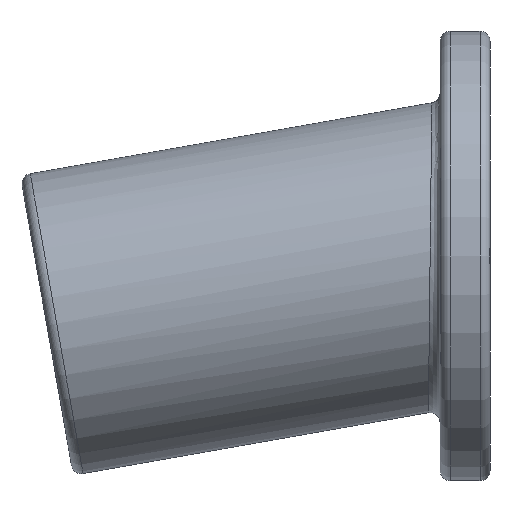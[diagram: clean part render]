
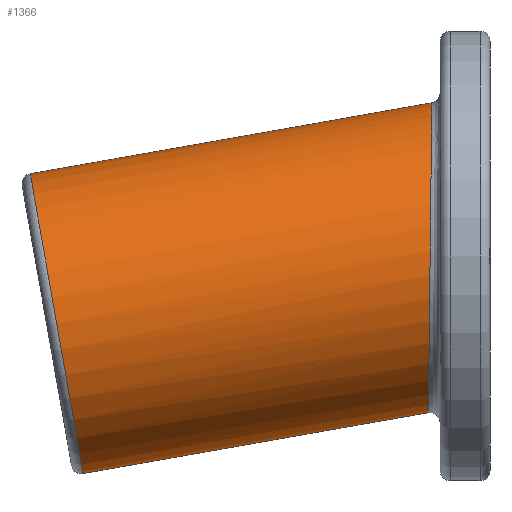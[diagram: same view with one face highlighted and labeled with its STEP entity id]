
A CAD part, left-side view. The second image highlights one B-rep face of the part: STEP entity #1366.
In plain terms, the highlighted cylindrical face has radius 30.5 mm (diameter 61 mm), a partial arc.
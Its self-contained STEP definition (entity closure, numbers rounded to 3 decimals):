
#344 = CARTESIAN_POINT ( 'NONE',  ( 0., 2.347, -31.384 ) ) ;
#560 = CARTESIAN_POINT ( 'NONE',  ( 0., 1.653, 30.679 ) ) ;
#571 = ORIENTED_EDGE ( 'NONE', *, *, #1700, .T. ) ;
#601 = CARTESIAN_POINT ( 'NONE',  ( -61., 1.653, 30.679 ) ) ;
#734 = EDGE_CURVE ( 'NONE', #3688, #1356, #2061, .T. ) ;
#1011 = CARTESIAN_POINT ( 'NONE',  ( 0., 71.519, -43.581 ) ) ;
#1015 = DIRECTION ( 'NONE',  ( 0., 0.985, -0.174 ) ) ;
#1099 = CYLINDRICAL_SURFACE ( 'NONE', #1549, 30.5 ) ;
#1166 = ORIENTED_EDGE ( 'NONE', *, *, #734, .F. ) ;
#1325 = DIRECTION ( 'NONE',  ( 0., 0.174, 0.985 ) ) ;
#1356 = VERTEX_POINT ( 'NONE', #1011 ) ;
#1366 = ADVANCED_FACE ( 'NONE', ( #1886 ), #1099, .T. ) ;
#1485 = CARTESIAN_POINT ( 'NONE',  ( -61., 2.347, -31.384 ) ) ;
#1513 = CARTESIAN_POINT ( 'NONE',  ( 0., 2.347, -31.384 ) ) ;
#1549 = AXIS2_PLACEMENT_3D ( 'NONE', #1628, #2544, #1325 ) ;
#1602 = CARTESIAN_POINT ( 'NONE',  ( 0., 82.111, 16.492 ) ) ;
#1628 = CARTESIAN_POINT ( 'NONE',  ( 0., -85.612, 15.096 ) ) ;
#1683 = LINE ( 'NONE', #3186, #2988 ) ;
#1700 = EDGE_CURVE ( 'NONE', #2092, #3604, #1683, .T. ) ;
#1845 = EDGE_CURVE ( 'NONE', #3688, #2092, #2761, .T. ) ;
#1886 = FACE_OUTER_BOUND ( 'NONE', #3424, .T. ) ;
#2054 = CARTESIAN_POINT ( 'NONE',  ( 0., -90.908, -14.941 ) ) ;
#2061 = LINE ( 'NONE', #2054, #2860 ) ;
#2065 = DIRECTION ( 'NONE',  ( 0., 0.174, 0.985 ) ) ;
#2092 = VERTEX_POINT ( 'NONE', #2466 ) ;
#2466 = CARTESIAN_POINT ( 'NONE',  ( 0., 1.653, 30.679 ) ) ;
#2544 = DIRECTION ( 'NONE',  ( 0., 0.985, -0.174 ) ) ;
#2571 = ORIENTED_EDGE ( 'NONE', *, *, #3950, .T. ) ;
#2619 = AXIS2_PLACEMENT_3D ( 'NONE', #2677, #3017, #2065 ) ;
#2626 = DIRECTION ( 'NONE',  ( 0., 0.985, -0.174 ) ) ;
#2677 = CARTESIAN_POINT ( 'NONE',  ( 0., 76.815, -13.545 ) ) ;
#2761 =( BOUNDED_CURVE ( )  B_SPLINE_CURVE ( 3, ( #1513, #1485, #601, #560 ),
 .UNSPECIFIED., .F., .T. ) 
 B_SPLINE_CURVE_WITH_KNOTS ( ( 4, 4 ),
 ( 0., 3.142 ),
 .UNSPECIFIED. ) 
 CURVE ( )  GEOMETRIC_REPRESENTATION_ITEM ( )  RATIONAL_B_SPLINE_CURVE ( ( 1., 0.333, 0.333, 1. ) ) 
 REPRESENTATION_ITEM ( '' )  );
#2860 = VECTOR ( 'NONE', #2626, 1000. ) ;
#2971 = ORIENTED_EDGE ( 'NONE', *, *, #1845, .T. ) ;
#2988 = VECTOR ( 'NONE', #1015, 1000. ) ;
#3017 = DIRECTION ( 'NONE',  ( 0., -0.985, 0.174 ) ) ;
#3186 = CARTESIAN_POINT ( 'NONE',  ( 0., -80.315, 45.132 ) ) ;
#3424 = EDGE_LOOP ( 'NONE', ( #1166, #2971, #571, #2571 ) ) ;
#3604 = VERTEX_POINT ( 'NONE', #1602 ) ;
#3688 = VERTEX_POINT ( 'NONE', #344 ) ;
#3819 = CIRCLE ( 'NONE', #2619, 30.5 ) ;
#3950 = EDGE_CURVE ( 'NONE', #3604, #1356, #3819, .T. ) ;
